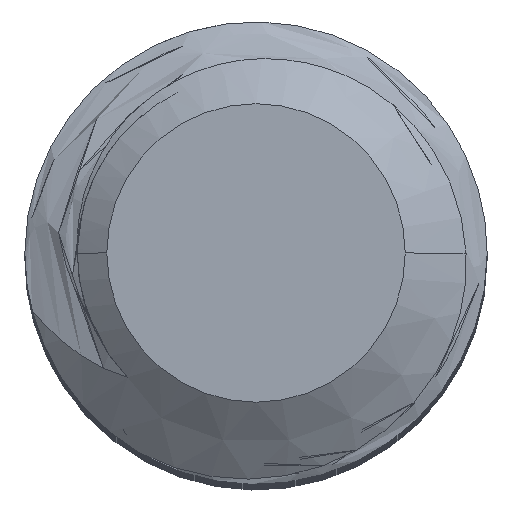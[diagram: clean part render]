
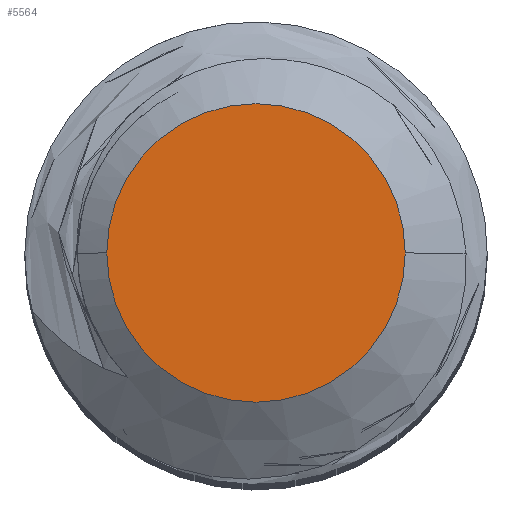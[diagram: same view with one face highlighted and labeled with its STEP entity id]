
A CAD part, top view. The second image highlights one B-rep face of the part: STEP entity #5564.
In plain terms, the highlighted planar face has unit normal (0, 0, 1).
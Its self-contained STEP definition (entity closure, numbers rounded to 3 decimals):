
#28 = AXIS2_PLACEMENT_3D ( 'NONE', #5362, #3867, #3769 ) ;
#623 = AXIS2_PLACEMENT_3D ( 'NONE', #10000, #1465, #5300 ) ;
#634 = PLANE ( 'NONE',  #28 ) ;
#1039 = FACE_OUTER_BOUND ( 'NONE', #5084, .T. ) ;
#1465 = DIRECTION ( 'NONE',  ( 0., 0., 1. ) ) ;
#1844 = EDGE_CURVE ( 'NONE', #2716, #3725, #3723, .T. ) ;
#2716 = VERTEX_POINT ( 'NONE', #3039 ) ;
#2927 = DIRECTION ( 'NONE',  ( 1., 0., 0. ) ) ;
#3039 = CARTESIAN_POINT ( 'NONE',  ( 1.291, 0., 0. ) ) ;
#3723 = CIRCLE ( 'NONE', #623, 1.291 ) ;
#3725 = VERTEX_POINT ( 'NONE', #8181 ) ;
#3769 = DIRECTION ( 'NONE',  ( 1., 0., 0. ) ) ;
#3867 = DIRECTION ( 'NONE',  ( 0., 0., 1. ) ) ;
#4625 = AXIS2_PLACEMENT_3D ( 'NONE', #7642, #7706, #2927 ) ;
#5084 = EDGE_LOOP ( 'NONE', ( #8566, #9450 ) ) ;
#5300 = DIRECTION ( 'NONE',  ( 1., 0., 0. ) ) ;
#5362 = CARTESIAN_POINT ( 'NONE',  ( 0., 0., 0. ) ) ;
#5564 = ADVANCED_FACE ( 'NONE', ( #1039 ), #634, .T. ) ;
#6789 = CIRCLE ( 'NONE', #4625, 1.291 ) ;
#7307 = EDGE_CURVE ( 'NONE', #3725, #2716, #6789, .T. ) ;
#7642 = CARTESIAN_POINT ( 'NONE',  ( 0., 0., 0. ) ) ;
#7706 = DIRECTION ( 'NONE',  ( 0., 0., 1. ) ) ;
#8181 = CARTESIAN_POINT ( 'NONE',  ( -1.291, 0., 0. ) ) ;
#8566 = ORIENTED_EDGE ( 'NONE', *, *, #7307, .T. ) ;
#9450 = ORIENTED_EDGE ( 'NONE', *, *, #1844, .T. ) ;
#10000 = CARTESIAN_POINT ( 'NONE',  ( 0., 0., 0. ) ) ;
